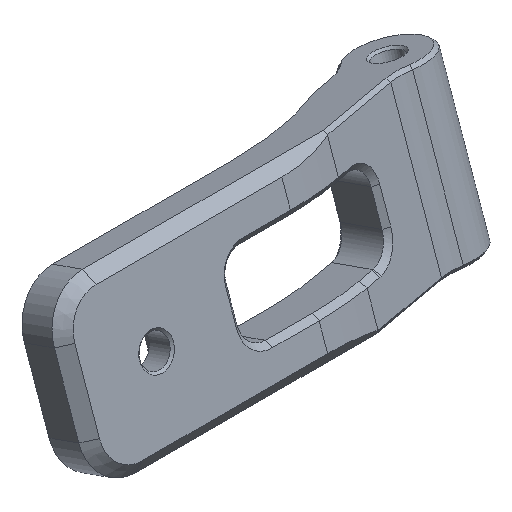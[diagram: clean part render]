
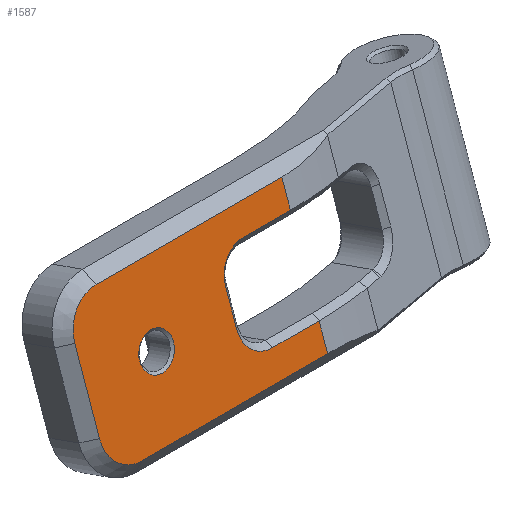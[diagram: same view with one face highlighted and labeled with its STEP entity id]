
A CAD part, isometric view. The second image highlights one B-rep face of the part: STEP entity #1587.
In plain terms, the highlighted planar face has unit normal (0, -0.943, 0.332).
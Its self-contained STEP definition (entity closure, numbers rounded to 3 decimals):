
#55=FACE_BOUND('',#256,.T.);
#73=PLANE('',#1732);
#156=FACE_OUTER_BOUND('',#255,.T.);
#255=EDGE_LOOP('',(#1240,#1241,#1242,#1243,#1244,#1245,#1246,#1247,#1248,
#1249,#1250,#1251));
#256=EDGE_LOOP('',(#1252));
#357=LINE('',#2457,#509);
#379=LINE('',#2524,#531);
#381=LINE('',#2532,#533);
#382=LINE('',#2535,#534);
#383=LINE('',#2539,#535);
#384=LINE('',#2541,#536);
#385=LINE('',#2545,#537);
#386=LINE('',#2548,#538);
#509=VECTOR('',#1929,10.);
#531=VECTOR('',#2009,10.);
#533=VECTOR('',#2019,10.);
#534=VECTOR('',#2022,10.);
#535=VECTOR('',#2027,10.);
#536=VECTOR('',#2028,10.);
#537=VECTOR('',#2031,10.);
#538=VECTOR('',#2034,10.);
#649=CIRCLE('',#1724,3.);
#650=CIRCLE('',#1727,3.);
#652=CIRCLE('',#1733,2.5);
#653=CIRCLE('',#1734,2.5);
#654=CIRCLE('',#1735,1.595);
#736=VERTEX_POINT('',#2454);
#737=VERTEX_POINT('',#2456);
#749=VERTEX_POINT('',#2518);
#750=VERTEX_POINT('',#2522);
#751=VERTEX_POINT('',#2526);
#752=VERTEX_POINT('',#2530);
#753=VERTEX_POINT('',#2534);
#754=VERTEX_POINT('',#2538);
#755=VERTEX_POINT('',#2540);
#756=VERTEX_POINT('',#2542);
#757=VERTEX_POINT('',#2544);
#758=VERTEX_POINT('',#2546);
#759=VERTEX_POINT('',#2549);
#888=EDGE_CURVE('',#736,#737,#357,.T.);
#920=EDGE_CURVE('',#749,#736,#649,.T.);
#922=EDGE_CURVE('',#750,#749,#379,.T.);
#924=EDGE_CURVE('',#751,#750,#650,.T.);
#926=EDGE_CURVE('',#752,#751,#381,.T.);
#927=EDGE_CURVE('',#737,#753,#382,.T.);
#929=EDGE_CURVE('',#754,#752,#383,.T.);
#930=EDGE_CURVE('',#755,#754,#384,.T.);
#931=EDGE_CURVE('',#756,#755,#652,.T.);
#932=EDGE_CURVE('',#757,#756,#385,.T.);
#933=EDGE_CURVE('',#758,#757,#653,.T.);
#934=EDGE_CURVE('',#753,#758,#386,.T.);
#935=EDGE_CURVE('',#759,#759,#654,.T.);
#1240=ORIENTED_EDGE('',*,*,#926,.F.);
#1241=ORIENTED_EDGE('',*,*,#929,.F.);
#1242=ORIENTED_EDGE('',*,*,#930,.F.);
#1243=ORIENTED_EDGE('',*,*,#931,.F.);
#1244=ORIENTED_EDGE('',*,*,#932,.F.);
#1245=ORIENTED_EDGE('',*,*,#933,.F.);
#1246=ORIENTED_EDGE('',*,*,#934,.F.);
#1247=ORIENTED_EDGE('',*,*,#927,.F.);
#1248=ORIENTED_EDGE('',*,*,#888,.F.);
#1249=ORIENTED_EDGE('',*,*,#920,.F.);
#1250=ORIENTED_EDGE('',*,*,#922,.F.);
#1251=ORIENTED_EDGE('',*,*,#924,.F.);
#1252=ORIENTED_EDGE('',*,*,#935,.F.);
#1587=ADVANCED_FACE('',(#156,#55),#73,.T.);
#1724=AXIS2_PLACEMENT_3D('',#2520,#2004,#2005);
#1727=AXIS2_PLACEMENT_3D('',#2528,#2013,#2014);
#1732=AXIS2_PLACEMENT_3D('',#2537,#2025,#2026);
#1733=AXIS2_PLACEMENT_3D('',#2543,#2029,#2030);
#1734=AXIS2_PLACEMENT_3D('',#2547,#2032,#2033);
#1735=AXIS2_PLACEMENT_3D('',#2550,#2035,#2036);
#1929=DIRECTION('',(1.,0.,0.));
#2004=DIRECTION('center_axis',(0.,0.943,-0.332));
#2005=DIRECTION('ref_axis',(-0.707,0.235,0.667));
#2009=DIRECTION('',(0.,0.332,0.943));
#2013=DIRECTION('center_axis',(0.,0.943,-0.332));
#2014=DIRECTION('ref_axis',(-0.707,-0.235,-0.667));
#2019=DIRECTION('',(-1.,0.,0.));
#2022=DIRECTION('',(0.,-0.332,-0.943));
#2025=DIRECTION('center_axis',(0.,-0.943,0.332));
#2026=DIRECTION('ref_axis',(1.,0.,0.));
#2027=DIRECTION('',(0.,-0.332,-0.943));
#2028=DIRECTION('',(1.,0.,0.));
#2029=DIRECTION('center_axis',(0.,-0.943,0.332));
#2030=DIRECTION('ref_axis',(-0.707,-0.235,-0.667));
#2031=DIRECTION('',(0.,-0.332,-0.943));
#2032=DIRECTION('center_axis',(0.,-0.943,0.332));
#2033=DIRECTION('ref_axis',(-0.707,0.235,0.667));
#2034=DIRECTION('',(-1.,0.,0.));
#2035=DIRECTION('center_axis',(0.,-0.943,0.332));
#2036=DIRECTION('ref_axis',(-1.,0.,0.));
#2454=CARTESIAN_POINT('',(-14.8,-16.643,53.957));
#2456=CARTESIAN_POINT('',(2.75,-16.643,53.957));
#2457=CARTESIAN_POINT('',(-1.156,-16.643,53.957));
#2518=CARTESIAN_POINT('',(-17.8,-17.64,51.127));
#2520=CARTESIAN_POINT('Origin',(-14.8,-17.64,51.127));
#2522=CARTESIAN_POINT('',(-17.8,-19.968,44.515));
#2524=CARTESIAN_POINT('',(-17.8,-17.546,51.393));
#2526=CARTESIAN_POINT('',(-14.8,-20.965,41.686));
#2528=CARTESIAN_POINT('Origin',(-14.8,-19.968,44.515));
#2530=CARTESIAN_POINT('',(2.75,-20.965,41.686));
#2532=CARTESIAN_POINT('',(-12.919,-20.965,41.686));
#2534=CARTESIAN_POINT('',(2.75,-17.45,51.665));
#2535=CARTESIAN_POINT('',(2.75,-18.804,47.821));
#2537=CARTESIAN_POINT('Origin',(-7.038,-18.804,47.821));
#2538=CARTESIAN_POINT('',(2.75,-20.158,43.978));
#2539=CARTESIAN_POINT('',(2.75,-18.804,47.821));
#2540=CARTESIAN_POINT('',(-1.7,-20.158,43.978));
#2541=CARTESIAN_POINT('',(-5.369,-20.158,43.978));
#2542=CARTESIAN_POINT('',(-4.2,-19.327,46.336));
#2543=CARTESIAN_POINT('Origin',(-1.7,-19.327,46.336));
#2544=CARTESIAN_POINT('',(-4.2,-18.281,49.307));
#2545=CARTESIAN_POINT('',(-4.2,-18.21,49.507));
#2546=CARTESIAN_POINT('',(-1.7,-17.45,51.665));
#2547=CARTESIAN_POINT('Origin',(-1.7,-18.281,49.307));
#2548=CARTESIAN_POINT('',(2.256,-17.45,51.665));
#2549=CARTESIAN_POINT('',(-9.655,-18.812,47.797));
#2550=CARTESIAN_POINT('Origin',(-11.25,-18.812,47.797));
